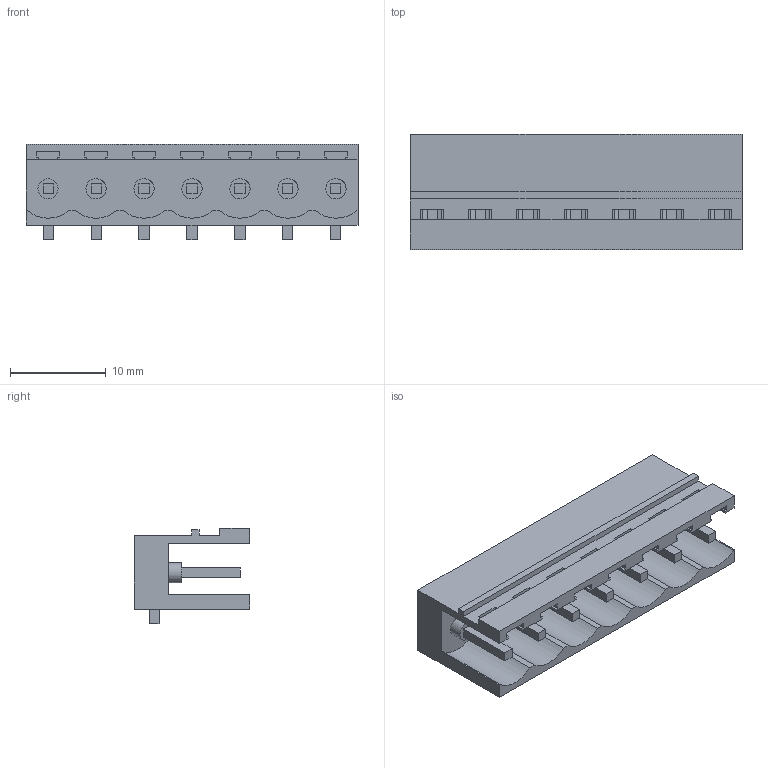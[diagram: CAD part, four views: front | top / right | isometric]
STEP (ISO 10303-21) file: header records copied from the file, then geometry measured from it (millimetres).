
FILE_DESCRIPTION(('CATIA V5 STEP Exchange','CAx-IF Rec.Pracs.--- Model Styling and Organization---1.4--- 2014-01-23'),'2;1');
FILE_NAME ('D1456388_1_1797670000_1797670000.stp','2022-05-10T11:41:24+00:00',('none'),('Weidmueller'),'CATIA Version 5-6 Release 2016 SP3 HF44','CATIA V5 STEP AP214','none');
FILE_SCHEMA(('AUTOMOTIVE_DESIGN { 1 0 10303 214 1 1 1 1 }'));
Length unit declared in the file: millimetre
Products named in the file (1): 1797670000
Bounding box: 34.6 x 12 x 9.93 mm (x, y, z)
Volume: 1577.4 mm3; surface area: 2911.5 mm2
Topology: 8 solids, 8 shells, 201 faces, 586 edges, 387 vertices
Faces by surface type: plane 180, cylinder 21
Entity records: 7181 total; most frequent: CARTESIAN_POINT 1830, ORIENTED_EDGE 1172, DIRECTION 894, EDGE_CURVE 586, VECTOR 544, LINE 544, VERTEX_POINT 387, EDGE_LOOP 215
